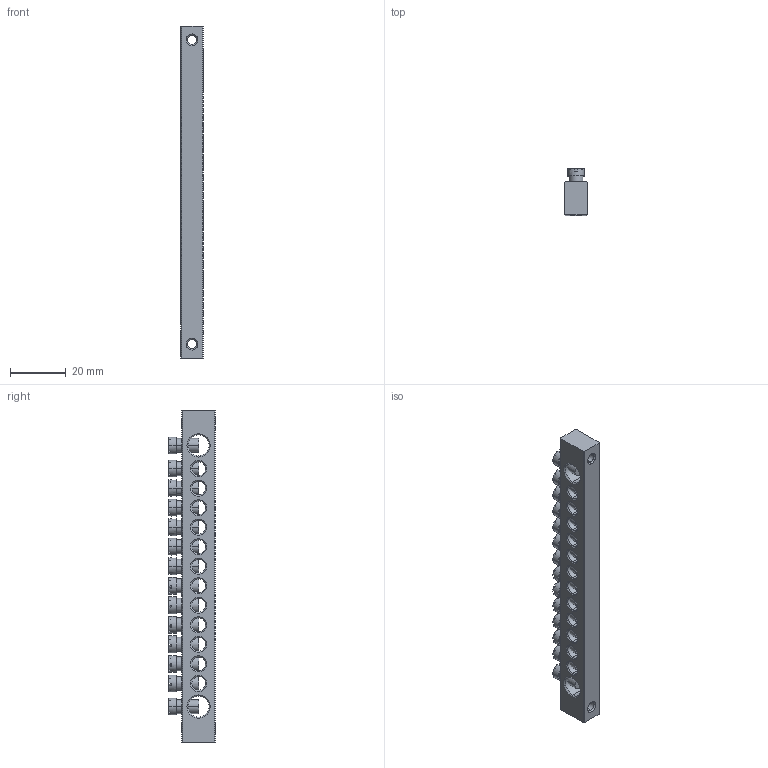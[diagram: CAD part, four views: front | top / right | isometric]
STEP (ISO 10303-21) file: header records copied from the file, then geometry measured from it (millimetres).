
FILE_DESCRIPTION (( 'STEP AP214' ), '1' );
FILE_NAME ('YNN21-14-100 Øèíà PEN çåìëÿ-íîëü 8õ12ìì 14_2 (14ãðóïïû_êðåï ïî êðàÿì) ÈÝÊ.STEP', '2016-08-24T13:32:10', ( 'user' ), ( '' ), 'SwSTEP 2.0', 'SolidWorks 2014', '' );
FILE_SCHEMA (( 'AUTOMOTIVE_DESIGN' ));
Length unit declared in the file: millimetre
Products named in the file (3): YNN21-14-100 Øèíà PEN çåìëÿ-íîëü 8õ12ìì 14_2 (14ãðóïïû_êðåï ïî êðàÿì) ÈÝÊ; Øèíà ÂõÍ n-2_8å12 14-2; Âèíò_Œ5
Assembly tree (15 placements, depth 2):
  YNN21-14-100 Øèíà PEN çåìëÿ-íîëü 8õ12ìì 14_2 (14ãðóïïû_êðåï ïî êðàÿì) ÈÝÊ
    Øèíà ÂõÍ n-2_8å12 14-2
    Âèíò_Œ5  x14
Bounding box: 8 x 16.7 x 119 mm (x, y, z)
Volume: 10909.8 mm3; surface area: 9939.8 mm2
Topology: 15 solids, 15 shells, 718 faces, 1892 edges, 1218 vertices
Faces by surface type: plane 486, cone 116, cylinder 116
Entity records: 7364 total; most frequent: CARTESIAN_POINT 1935, DIRECTION 1088, ORIENTED_EDGE 972, EDGE_CURVE 486, AXIS2_PLACEMENT_3D 432, VERTEX_POINT 295, EDGE_LOOP 261, LINE 224
